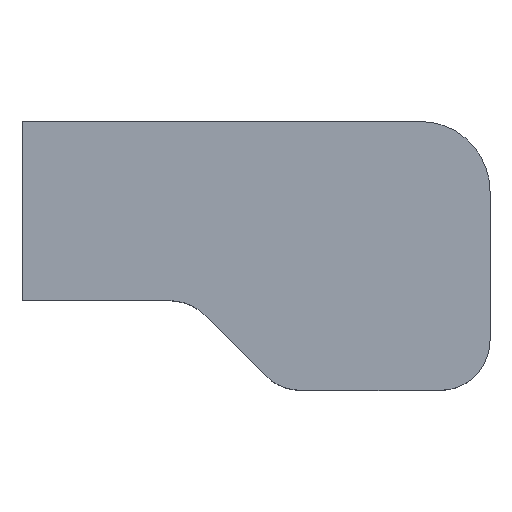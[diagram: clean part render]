
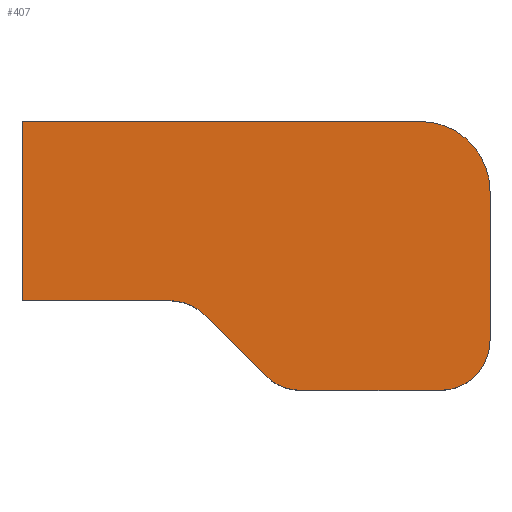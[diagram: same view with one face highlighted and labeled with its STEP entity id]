
A CAD part, top view. The second image highlights one B-rep face of the part: STEP entity #407.
In plain terms, the highlighted planar face has unit normal (0, 0, 1).
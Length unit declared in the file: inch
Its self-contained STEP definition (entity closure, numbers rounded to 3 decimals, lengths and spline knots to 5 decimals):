
#28=CIRCLE('',#445,0.025);
#29=CIRCLE('',#450,0.035);
#30=CIRCLE('',#453,0.025);
#31=CIRCLE('',#456,0.025);
#53=FACE_OUTER_BOUND('',#77,.T.);
#77=EDGE_LOOP('',(#358,#359,#360,#361,#362,#363,#364,#365,#366,#367));
#109=LINE('',#642,#155);
#112=LINE('',#650,#158);
#114=LINE('',#654,#160);
#116=LINE('',#658,#162);
#119=LINE('',#666,#165);
#122=LINE('',#674,#168);
#155=VECTOR('',#523,0.3937);
#158=VECTOR('',#532,0.3937);
#160=VECTOR('',#536,0.3937);
#162=VECTOR('',#540,0.3937);
#165=VECTOR('',#549,0.3937);
#168=VECTOR('',#558,0.3937);
#196=VERTEX_POINT('',#639);
#197=VERTEX_POINT('',#641);
#198=VERTEX_POINT('',#645);
#199=VERTEX_POINT('',#649);
#200=VERTEX_POINT('',#653);
#201=VERTEX_POINT('',#657);
#202=VERTEX_POINT('',#661);
#203=VERTEX_POINT('',#665);
#204=VERTEX_POINT('',#669);
#205=VERTEX_POINT('',#673);
#241=EDGE_CURVE('',#197,#196,#109,.T.);
#243=EDGE_CURVE('',#198,#197,#28,.T.);
#245=EDGE_CURVE('',#199,#198,#112,.T.);
#247=EDGE_CURVE('',#200,#199,#114,.T.);
#249=EDGE_CURVE('',#201,#200,#116,.T.);
#251=EDGE_CURVE('',#202,#201,#29,.T.);
#253=EDGE_CURVE('',#203,#202,#119,.T.);
#255=EDGE_CURVE('',#204,#203,#30,.T.);
#257=EDGE_CURVE('',#205,#204,#122,.T.);
#259=EDGE_CURVE('',#196,#205,#31,.T.);
#358=ORIENTED_EDGE('',*,*,#259,.T.);
#359=ORIENTED_EDGE('',*,*,#257,.T.);
#360=ORIENTED_EDGE('',*,*,#255,.T.);
#361=ORIENTED_EDGE('',*,*,#253,.T.);
#362=ORIENTED_EDGE('',*,*,#251,.T.);
#363=ORIENTED_EDGE('',*,*,#249,.T.);
#364=ORIENTED_EDGE('',*,*,#247,.T.);
#365=ORIENTED_EDGE('',*,*,#245,.T.);
#366=ORIENTED_EDGE('',*,*,#243,.T.);
#367=ORIENTED_EDGE('',*,*,#241,.T.);
#385=PLANE('',#457);
#407=ADVANCED_FACE('',(#53),#385,.T.);
#445=AXIS2_PLACEMENT_3D('',#646,#527,#528);
#450=AXIS2_PLACEMENT_3D('',#662,#544,#545);
#453=AXIS2_PLACEMENT_3D('',#670,#553,#554);
#456=AXIS2_PLACEMENT_3D('',#677,#562,#563);
#457=AXIS2_PLACEMENT_3D('',#678,#564,#565);
#523=DIRECTION('',(0.707,-0.707,0.));
#527=DIRECTION('center_axis',(0.,0.,-1.));
#528=DIRECTION('ref_axis',(-0.707,-0.707,0.));
#532=DIRECTION('',(1.,0.,0.));
#536=DIRECTION('',(0.,-1.,0.));
#540=DIRECTION('',(-1.,0.,0.));
#544=DIRECTION('center_axis',(0.,0.,1.));
#545=DIRECTION('ref_axis',(1.,0.,0.));
#549=DIRECTION('',(0.,1.,0.));
#553=DIRECTION('center_axis',(0.,0.,1.));
#554=DIRECTION('ref_axis',(0.,-1.,0.));
#558=DIRECTION('',(1.,0.,0.));
#562=DIRECTION('center_axis',(0.,0.,1.));
#563=DIRECTION('ref_axis',(-0.707,-0.707,0.));
#564=DIRECTION('center_axis',(0.,0.,1.));
#565=DIRECTION('ref_axis',(1.,0.,0.));
#639=CARTESIAN_POINT('',(1.22701,0.45151,0.025));
#641=CARTESIAN_POINT('',(1.19666,0.48187,0.025));
#642=CARTESIAN_POINT('',(1.19666,0.48187,0.025));
#645=CARTESIAN_POINT('',(1.17898,0.48919,0.025));
#646=CARTESIAN_POINT('Origin',(1.17898,0.46419,0.025));
#649=CARTESIAN_POINT('',(1.10473,0.48919,0.025));
#650=CARTESIAN_POINT('',(1.10473,0.48919,0.025));
#653=CARTESIAN_POINT('',(1.10473,0.57919,0.025));
#654=CARTESIAN_POINT('',(1.10473,0.57919,0.025));
#657=CARTESIAN_POINT('',(1.30473,0.57919,0.025));
#658=CARTESIAN_POINT('',(1.30473,0.57919,0.025));
#661=CARTESIAN_POINT('',(1.33973,0.54419,0.025));
#662=CARTESIAN_POINT('Origin',(1.30473,0.54419,0.025));
#665=CARTESIAN_POINT('',(1.33973,0.46919,0.025));
#666=CARTESIAN_POINT('',(1.33973,0.46919,0.025));
#669=CARTESIAN_POINT('',(1.31473,0.44419,0.025));
#670=CARTESIAN_POINT('Origin',(1.31473,0.46919,0.025));
#673=CARTESIAN_POINT('',(1.24469,0.44419,0.025));
#674=CARTESIAN_POINT('',(1.24469,0.44419,0.025));
#677=CARTESIAN_POINT('Origin',(1.24469,0.46919,0.025));
#678=CARTESIAN_POINT('Origin',(1.22223,0.51169,0.025));
